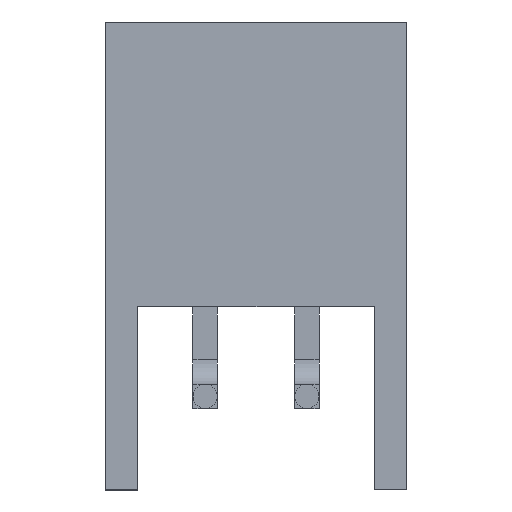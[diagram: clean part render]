
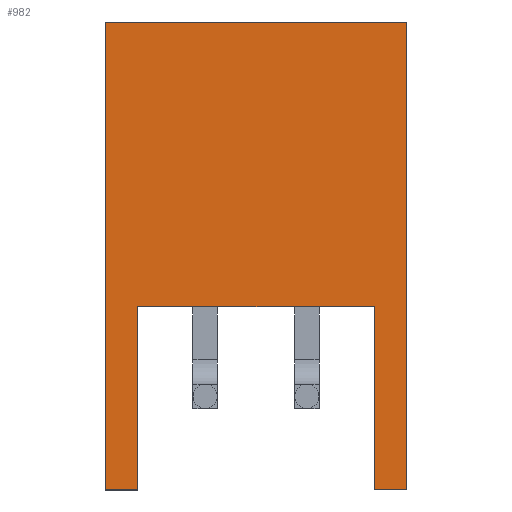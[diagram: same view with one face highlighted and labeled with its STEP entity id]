
A CAD part, front view. The second image highlights one B-rep face of the part: STEP entity #982.
In plain terms, the highlighted planar face has unit normal (0, -1, 0).
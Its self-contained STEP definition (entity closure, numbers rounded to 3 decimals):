
#38 = DIRECTION ( 'NONE',  ( 0., 0., -1. ) ) ;
#74 = CARTESIAN_POINT ( 'NONE',  ( 0., 0., -11.5 ) ) ;
#100 = CARTESIAN_POINT ( 'NONE',  ( 0., 0., 0. ) ) ;
#322 = ORIENTED_EDGE ( 'NONE', *, *, #351, .F. ) ;
#351 = EDGE_CURVE ( 'NONE', #354, #2868, #1610, .T. ) ;
#354 = VERTEX_POINT ( 'NONE', #2717 ) ;
#464 = CARTESIAN_POINT ( 'NONE',  ( 0.8, 0., -11.5 ) ) ;
#492 = LINE ( 'NONE', #1898, #2398 ) ;
#638 = CARTESIAN_POINT ( 'NONE',  ( 0., 0., 0. ) ) ;
#674 = CARTESIAN_POINT ( 'NONE',  ( 7.4, 0., -11.5 ) ) ;
#691 = CARTESIAN_POINT ( 'NONE',  ( 0., 0., 0. ) ) ;
#741 = VECTOR ( 'NONE', #2809, 1000. ) ;
#859 = ORIENTED_EDGE ( 'NONE', *, *, #1258, .F. ) ;
#864 = FACE_OUTER_BOUND ( 'NONE', #2900, .T. ) ;
#918 = VERTEX_POINT ( 'NONE', #2517 ) ;
#927 = CARTESIAN_POINT ( 'NONE',  ( 0.8, 0., -11.5 ) ) ;
#933 = LINE ( 'NONE', #2521, #1910 ) ;
#964 = CARTESIAN_POINT ( 'NONE',  ( 7.4, 0., 0. ) ) ;
#975 = ORIENTED_EDGE ( 'NONE', *, *, #2502, .F. ) ;
#982 = ADVANCED_FACE ( 'NONE', ( #864 ), #1777, .T. ) ;
#1020 = VERTEX_POINT ( 'NONE', #1933 ) ;
#1031 = DIRECTION ( 'NONE',  ( 0., 0., 1. ) ) ;
#1032 = ORIENTED_EDGE ( 'NONE', *, *, #1763, .F. ) ;
#1185 = DIRECTION ( 'NONE',  ( -1., 0., 0. ) ) ;
#1201 = LINE ( 'NONE', #74, #2889 ) ;
#1246 = LINE ( 'NONE', #2825, #1788 ) ;
#1254 = ORIENTED_EDGE ( 'NONE', *, *, #1323, .F. ) ;
#1258 = EDGE_CURVE ( 'NONE', #918, #354, #1246, .T. ) ;
#1323 = EDGE_CURVE ( 'NONE', #1952, #1502, #1407, .T. ) ;
#1336 = ORIENTED_EDGE ( 'NONE', *, *, #2690, .F. ) ;
#1347 = DIRECTION ( 'NONE',  ( 0., 0., -1. ) ) ;
#1391 = CARTESIAN_POINT ( 'NONE',  ( 0., 0., -11.5 ) ) ;
#1407 = LINE ( 'NONE', #964, #741 ) ;
#1450 = DIRECTION ( 'NONE',  ( -1., 0., 0. ) ) ;
#1502 = VERTEX_POINT ( 'NONE', #674 ) ;
#1569 = ORIENTED_EDGE ( 'NONE', *, *, #2577, .F. ) ;
#1598 = VERTEX_POINT ( 'NONE', #638 ) ;
#1610 = LINE ( 'NONE', #464, #2472 ) ;
#1619 = CARTESIAN_POINT ( 'NONE',  ( 7.4, 0., 0. ) ) ;
#1636 = EDGE_CURVE ( 'NONE', #1502, #1020, #492, .T. ) ;
#1654 = ORIENTED_EDGE ( 'NONE', *, *, #1636, .F. ) ;
#1682 = DIRECTION ( 'NONE',  ( -1., 0., 0. ) ) ;
#1763 = EDGE_CURVE ( 'NONE', #2553, #1598, #2191, .T. ) ;
#1777 = PLANE ( 'NONE',  #2238 ) ;
#1788 = VECTOR ( 'NONE', #1450, 1000. ) ;
#1848 = DIRECTION ( 'NONE',  ( 1., 0., 0. ) ) ;
#1898 = CARTESIAN_POINT ( 'NONE',  ( 6.6, 0., -11.5 ) ) ;
#1910 = VECTOR ( 'NONE', #2494, 1000. ) ;
#1933 = CARTESIAN_POINT ( 'NONE',  ( 6.6, 0., -11.5 ) ) ;
#1952 = VERTEX_POINT ( 'NONE', #1619 ) ;
#1964 = VECTOR ( 'NONE', #1848, 1000. ) ;
#2107 = CARTESIAN_POINT ( 'NONE',  ( 0., 0., -11.5 ) ) ;
#2191 = LINE ( 'NONE', #100, #2613 ) ;
#2238 = AXIS2_PLACEMENT_3D ( 'NONE', #2107, #2598, #38 ) ;
#2398 = VECTOR ( 'NONE', #1185, 1000. ) ;
#2472 = VECTOR ( 'NONE', #1347, 1000. ) ;
#2494 = DIRECTION ( 'NONE',  ( 0., 0., 1. ) ) ;
#2502 = EDGE_CURVE ( 'NONE', #1020, #918, #933, .T. ) ;
#2517 = CARTESIAN_POINT ( 'NONE',  ( 6.6, 0., -7. ) ) ;
#2521 = CARTESIAN_POINT ( 'NONE',  ( 6.6, 0., -7. ) ) ;
#2553 = VERTEX_POINT ( 'NONE', #1391 ) ;
#2577 = EDGE_CURVE ( 'NONE', #1598, #1952, #2966, .T. ) ;
#2598 = DIRECTION ( 'NONE',  ( 0., -1., 0. ) ) ;
#2613 = VECTOR ( 'NONE', #1031, 1000. ) ;
#2690 = EDGE_CURVE ( 'NONE', #2868, #2553, #1201, .T. ) ;
#2717 = CARTESIAN_POINT ( 'NONE',  ( 0.8, 0., -7. ) ) ;
#2809 = DIRECTION ( 'NONE',  ( 0., 0., -1. ) ) ;
#2825 = CARTESIAN_POINT ( 'NONE',  ( 0.8, 0., -7. ) ) ;
#2868 = VERTEX_POINT ( 'NONE', #927 ) ;
#2889 = VECTOR ( 'NONE', #1682, 1000. ) ;
#2900 = EDGE_LOOP ( 'NONE', ( #1032, #1336, #322, #859, #975, #1654, #1254, #1569 ) ) ;
#2966 = LINE ( 'NONE', #691, #1964 ) ;
